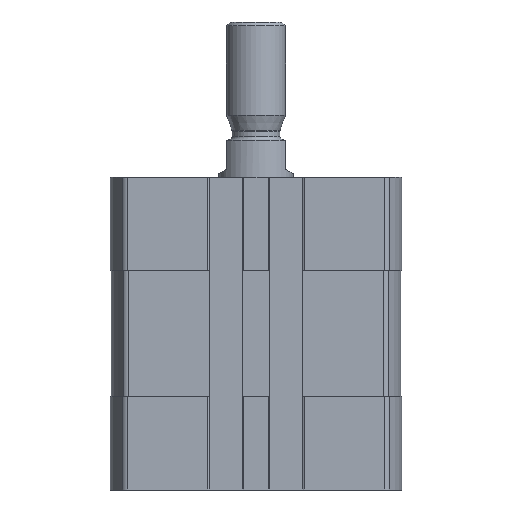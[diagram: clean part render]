
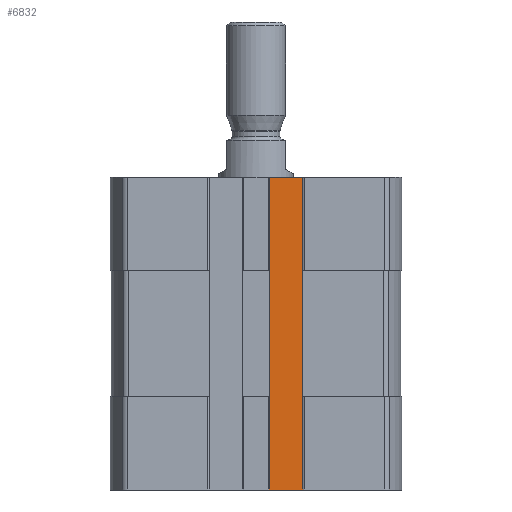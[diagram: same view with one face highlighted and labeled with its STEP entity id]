
A CAD part, left-side view. The second image highlights one B-rep face of the part: STEP entity #6832.
In plain terms, the highlighted planar face has unit normal (-1, 0, 0).
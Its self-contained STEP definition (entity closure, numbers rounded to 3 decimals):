
#48=PLANE('',#7371);
#540=LINE('',#10784,#1100);
#541=LINE('',#10786,#1101);
#542=LINE('',#10788,#1102);
#543=LINE('',#10790,#1103);
#1100=VECTOR('',#8411,1000.);
#1101=VECTOR('',#8414,1000.);
#1102=VECTOR('',#8415,1000.);
#1103=VECTOR('',#8416,1000.);
#1866=ORIENTED_EDGE('',*,*,#3842,.F.);
#1867=ORIENTED_EDGE('',*,*,#3841,.F.);
#1868=ORIENTED_EDGE('',*,*,#3843,.T.);
#1869=ORIENTED_EDGE('',*,*,#3844,.T.);
#3841=EDGE_CURVE('',#4801,#4800,#540,.T.);
#3842=EDGE_CURVE('',#4800,#4802,#541,.T.);
#3843=EDGE_CURVE('',#4801,#4803,#542,.T.);
#3844=EDGE_CURVE('',#4803,#4802,#543,.T.);
#4800=VERTEX_POINT('',#10781);
#4801=VERTEX_POINT('',#10783);
#4802=VERTEX_POINT('',#10787);
#4803=VERTEX_POINT('',#10789);
#5692=EDGE_LOOP('',(#1866,#1867,#1868,#1869));
#6204=FACE_BOUND('',#5692,.T.);
#6832=ADVANCED_FACE('',(#6204),#48,.T.);
#7371=AXIS2_PLACEMENT_3D('',#10785,#8412,#8413);
#8411=DIRECTION('',(0.,0.,1.));
#8412=DIRECTION('',(-1.,0.,0.));
#8413=DIRECTION('',(0.,0.,1.));
#8414=DIRECTION('',(0.,-1.,0.));
#8415=DIRECTION('',(0.,-1.,0.));
#8416=DIRECTION('',(0.,0.,1.));
#10781=CARTESIAN_POINT('',(-17.6,-1.85,0.));
#10783=CARTESIAN_POINT('',(-17.6,-1.85,-50.35));
#10784=CARTESIAN_POINT('',(-17.6,-1.85,-50.35));
#10785=CARTESIAN_POINT('',(-17.6,-1.85,-50.35));
#10786=CARTESIAN_POINT('',(-17.6,-1.85,0.));
#10787=CARTESIAN_POINT('',(-17.6,-7.85,0.));
#10788=CARTESIAN_POINT('',(-17.6,-1.85,-50.35));
#10789=CARTESIAN_POINT('',(-17.6,-7.85,-50.35));
#10790=CARTESIAN_POINT('',(-17.6,-7.85,-50.35));
